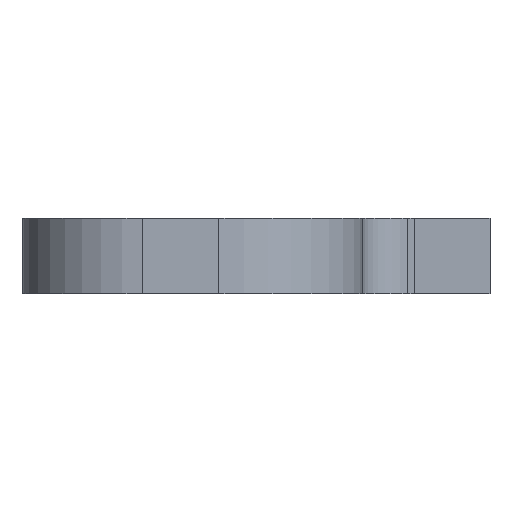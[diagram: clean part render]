
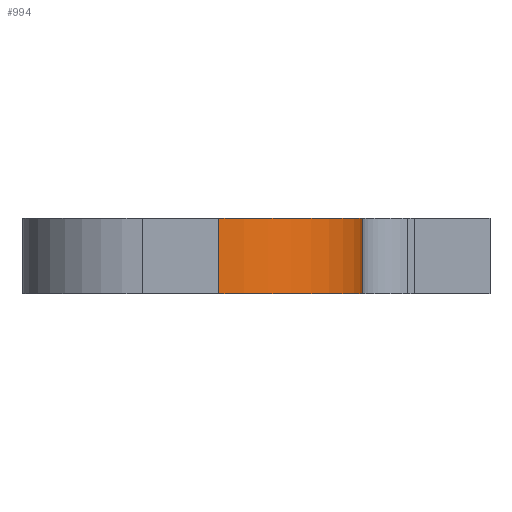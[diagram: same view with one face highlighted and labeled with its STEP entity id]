
A CAD part, left-side view. The second image highlights one B-rep face of the part: STEP entity #994.
In plain terms, the highlighted cylindrical face has radius 9.5 mm (diameter 19 mm), a partial arc.
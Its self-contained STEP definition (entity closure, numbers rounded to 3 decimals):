
#82=FACE_OUTER_BOUND('',#138,.T.);
#138=EDGE_LOOP('',(#847,#848,#849,#850));
#263=LINE('',#1607,#387);
#264=LINE('',#1609,#388);
#387=VECTOR('',#1287,1000.);
#388=VECTOR('',#1290,1000.);
#425=CIRCLE('',#1051,9.5);
#430=CIRCLE('',#1057,9.5);
#459=VERTEX_POINT('',#1427);
#460=VERTEX_POINT('',#1429);
#513=VERTEX_POINT('',#1537);
#514=VERTEX_POINT('',#1539);
#557=EDGE_CURVE('',#459,#460,#425,.T.);
#612=EDGE_CURVE('',#514,#513,#430,.T.);
#647=EDGE_CURVE('',#459,#514,#263,.T.);
#648=EDGE_CURVE('',#460,#513,#264,.T.);
#847=ORIENTED_EDGE('',*,*,#612,.T.);
#848=ORIENTED_EDGE('',*,*,#648,.F.);
#849=ORIENTED_EDGE('',*,*,#557,.F.);
#850=ORIENTED_EDGE('',*,*,#647,.T.);
#970=CYLINDRICAL_SURFACE('',#1078,9.5);
#994=ADVANCED_FACE('',(#82),#970,.T.);
#1051=AXIS2_PLACEMENT_3D('',#1430,#1153,#1154);
#1057=AXIS2_PLACEMENT_3D('',#1540,#1215,#1216);
#1078=AXIS2_PLACEMENT_3D('',#1608,#1288,#1289);
#1153=DIRECTION('center_axis',(0.,0.,1.));
#1154=DIRECTION('ref_axis',(-1.,0.,0.));
#1215=DIRECTION('center_axis',(0.,0.,1.));
#1216=DIRECTION('ref_axis',(-1.,0.,0.));
#1287=DIRECTION('',(0.,0.,-1.));
#1288=DIRECTION('center_axis',(0.,0.,-1.));
#1289=DIRECTION('ref_axis',(-1.,0.,0.));
#1290=DIRECTION('',(0.,0.,-1.));
#1427=CARTESIAN_POINT('',(-49.5,3.176,5.));
#1429=CARTESIAN_POINT('',(-40.,-6.324,5.));
#1430=CARTESIAN_POINT('Origin',(-40.,3.176,5.));
#1537=CARTESIAN_POINT('',(-40.,-6.324,0.));
#1539=CARTESIAN_POINT('',(-49.5,3.176,0.));
#1540=CARTESIAN_POINT('Origin',(-40.,3.176,0.));
#1607=CARTESIAN_POINT('',(-49.5,3.176,5.));
#1608=CARTESIAN_POINT('Origin',(-40.,3.176,5.));
#1609=CARTESIAN_POINT('',(-40.,-6.324,5.));
